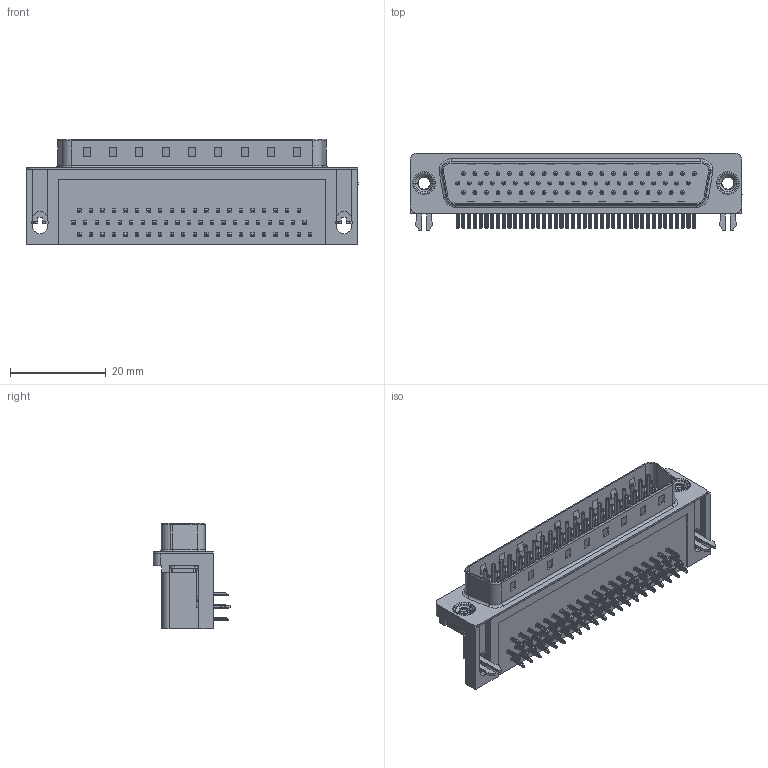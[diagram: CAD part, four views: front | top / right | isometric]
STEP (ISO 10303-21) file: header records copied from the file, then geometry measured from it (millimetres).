
FILE_DESCRIPTION (( 'STEP AP203' ), '1' );
FILE_NAME ('633-062-363-035.STEP', '2018-11-09T03:43:41', ( '' ), ( '' ), 'SwSTEP 2.0', 'SolidWorks 2016', '' );
FILE_SCHEMA (( 'CONFIG_CONTROL_DESIGN' ));
Length unit declared in the file: millimetre
Products named in the file (8): 633 M3 Threaded Rivet; 633-062-363-035; 633 Contact Bottom; 633 Contact Middle; 633 Contact Top; 633 2 Prong Board Lock; 633 Housing_62 Contact; 633 Shell_62 Contact
Assembly tree (68 placements, depth 2):
  633-062-363-035
    633 Housing_62 Contact
    633 Shell_62 Contact
    633 Contact Bottom  x20
    633 Contact Middle  x21
    633 Contact Top  x21
    633 2 Prong Board Lock  x2
    633 M3 Threaded Rivet  x2
Bounding box: 69.4 x 16.25 x 22.1 mm (x, y, z)
Volume: 11048.4 mm3; surface area: 13413 mm2
Topology: 68 solids, 68 shells, 5116 faces, 12608 edges, 7759 vertices
Faces by surface type: plane 3245, cylinder 1454, torus 403, cone 8, bspline 6
Entity records: 35567 total; most frequent: CARTESIAN_POINT 6941, DIRECTION 5520, ORIENTED_EDGE 5260, EDGE_CURVE 2630, LINE 1920, VECTOR 1920, AXIS2_PLACEMENT_3D 1800, VERTEX_POINT 1700
